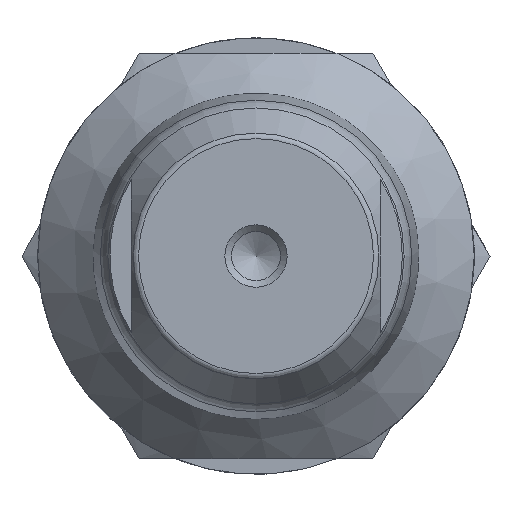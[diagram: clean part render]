
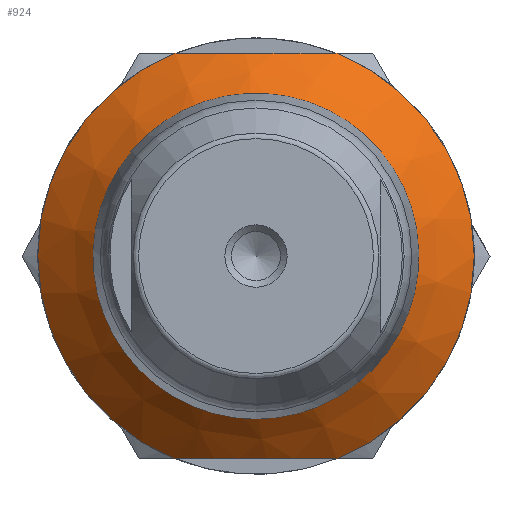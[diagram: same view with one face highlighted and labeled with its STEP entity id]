
A CAD part, front view. The second image highlights one B-rep face of the part: STEP entity #924.
In plain terms, the highlighted conical face has half-angle 45 degrees and reference radius 7 mm.
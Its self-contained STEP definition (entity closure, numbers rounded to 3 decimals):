
#89=CONICAL_SURFACE('',#1059,7.,0.785);
#106=B_SPLINE_CURVE_WITH_KNOTS('',3,(#1562,#1563,#1564,#1565,#1566),
 .UNSPECIFIED.,.F.,.F.,(4,1,4),(0.023,0.025,0.028),
 .UNSPECIFIED.);
#107=B_SPLINE_CURVE_WITH_KNOTS('',3,(#1567,#1568,#1569,#1570,#1571),
 .UNSPECIFIED.,.F.,.F.,(4,1,4),(0.023,0.025,0.028),
 .UNSPECIFIED.);
#190=ORIENTED_EDGE('',*,*,#402,.F.);
#191=ORIENTED_EDGE('',*,*,#403,.F.);
#192=ORIENTED_EDGE('',*,*,#382,.T.);
#193=ORIENTED_EDGE('',*,*,#404,.F.);
#194=ORIENTED_EDGE('',*,*,#386,.T.);
#382=EDGE_CURVE('',#488,#489,#577,.T.);
#386=EDGE_CURVE('',#493,#492,#579,.T.);
#402=EDGE_CURVE('',#507,#507,#587,.T.);
#403=EDGE_CURVE('',#488,#492,#106,.T.);
#404=EDGE_CURVE('',#493,#489,#107,.T.);
#488=VERTEX_POINT('',#1500);
#489=VERTEX_POINT('',#1501);
#492=VERTEX_POINT('',#1507);
#493=VERTEX_POINT('',#1509);
#507=VERTEX_POINT('',#1561);
#577=CIRCLE('',#1048,7.);
#579=CIRCLE('',#1050,7.);
#587=CIRCLE('',#1060,4.75);
#644=EDGE_LOOP('',(#190));
#645=EDGE_LOOP('',(#191,#192,#193,#194));
#775=FACE_BOUND('',#644,.T.);
#776=FACE_BOUND('',#645,.T.);
#924=ADVANCED_FACE('',(#775,#776),#89,.T.);
#1048=AXIS2_PLACEMENT_3D('',#1499,#1193,#1194);
#1050=AXIS2_PLACEMENT_3D('',#1508,#1199,#1200);
#1059=AXIS2_PLACEMENT_3D('',#1559,#1223,#1224);
#1060=AXIS2_PLACEMENT_3D('',#1560,#1225,#1226);
#1193=DIRECTION('',(0.,-1.,0.));
#1194=DIRECTION('',(0.,0.,-1.));
#1199=DIRECTION('',(0.,-1.,0.));
#1200=DIRECTION('',(0.,0.,-1.));
#1223=DIRECTION('',(0.,1.,0.));
#1224=DIRECTION('',(0.,0.,1.));
#1225=DIRECTION('',(0.,-1.,0.));
#1226=DIRECTION('',(0.,0.,-1.));
#1499=CARTESIAN_POINT('',(0.,9.25,0.));
#1500=CARTESIAN_POINT('',(2.598,9.25,-6.5));
#1501=CARTESIAN_POINT('',(2.598,9.25,6.5));
#1507=CARTESIAN_POINT('',(-2.598,9.25,-6.5));
#1508=CARTESIAN_POINT('',(0.,9.25,0.));
#1509=CARTESIAN_POINT('',(-2.598,9.25,6.5));
#1559=CARTESIAN_POINT('',(0.,9.25,0.));
#1560=CARTESIAN_POINT('',(0.,7.,0.));
#1561=CARTESIAN_POINT('',(0.,7.,-4.75));
#1562=CARTESIAN_POINT('',(2.598,9.25,-6.5));
#1563=CARTESIAN_POINT('',(1.77,8.943,-6.5));
#1564=CARTESIAN_POINT('',(0.003,8.558,-6.5));
#1565=CARTESIAN_POINT('',(-1.765,8.941,-6.5));
#1566=CARTESIAN_POINT('',(-2.598,9.25,-6.5));
#1567=CARTESIAN_POINT('',(-2.598,9.25,6.5));
#1568=CARTESIAN_POINT('',(-1.77,8.943,6.5));
#1569=CARTESIAN_POINT('',(-0.003,8.558,6.5));
#1570=CARTESIAN_POINT('',(1.765,8.941,6.5));
#1571=CARTESIAN_POINT('',(2.598,9.25,6.5));
